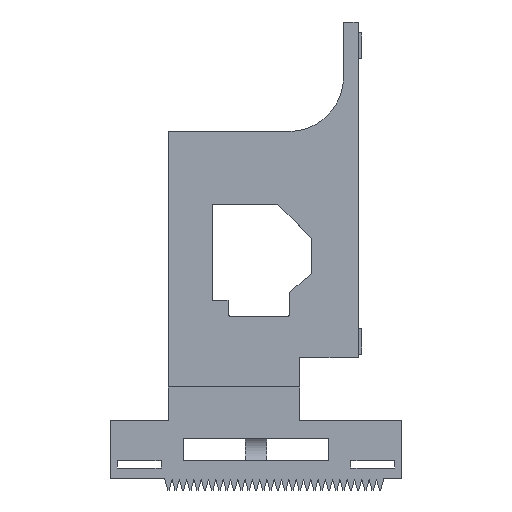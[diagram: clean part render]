
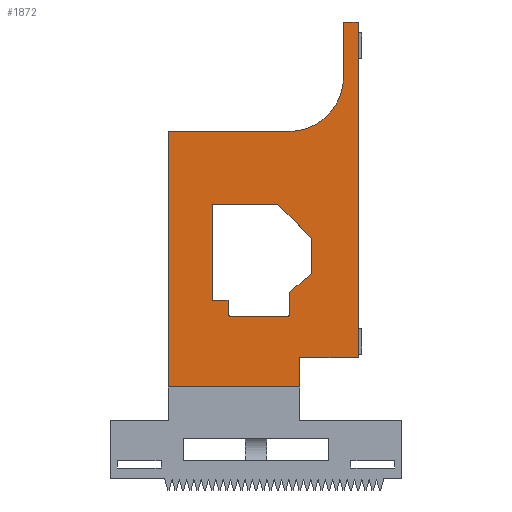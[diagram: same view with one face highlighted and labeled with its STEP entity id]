
A CAD part, top view. The second image highlights one B-rep face of the part: STEP entity #1872.
In plain terms, the highlighted planar face has unit normal (0, 0, 1).
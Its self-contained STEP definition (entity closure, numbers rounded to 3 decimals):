
#916=CARTESIAN_POINT('POINT62',(12.,53.1,1.35));
#917=VERTEX_POINT('VERTEX62',#916);
#924=CARTESIAN_POINT('POINT63',(12.,60.6,1.35));
#925=VERTEX_POINT('VERTEX63',#924);
#926=CARTESIAN_POINT('POS114',(12.,60.6,1.35));
#927=DIRECTION('DIR155',(0.,-1.,0.));
#928=VECTOR('VEC73',#927,1.);
#929=LINE('STRAIGHT73',#926,#928);
#930=EDGE_CURVE('EDGE85',#925,#917,#929,.T.);
#950=CARTESIAN_POINT('POINT64',(14.,60.6,1.35));
#951=VERTEX_POINT('VERTEX64',#950);
#952=CARTESIAN_POINT('POS117',(12.,60.6,1.35));
#953=DIRECTION('DIR159',(1.,0.,0.));
#954=VECTOR('VEC75',#953,1.);
#955=LINE('STRAIGHT75',#952,#954);
#956=EDGE_CURVE('EDGE87',#925,#951,#955,.T.);
#991=CARTESIAN_POINT('POINT67',(4.5,45.6,1.35));
#992=VERTEX_POINT('VERTEX67',#991);
#999=CARTESIAN_POINT('POS123',(4.5,53.1,1.35
   ));
#1000=DIRECTION('DIR167',(0.,0.,-1.));
#1001=DIRECTION('DIR168',(1.,0.,0.));
#1002=AXIS2_PLACEMENT_3D('AXIS45',#999,#1000,#1001);
#1003=CIRCLE('ELLIPSE14',#1002,7.5);
#1004=EDGE_CURVE('EDGE92',#917,#992,#1003,.T.);
#1014=CARTESIAN_POINT('POINT68',(2.98,
   35.6,1.35));
#1015=VERTEX_POINT('VERTEX68',#1014);
#1022=CARTESIAN_POINT('POINT69',(-6.,
   35.6,1.35));
#1023=VERTEX_POINT('VERTEX69',#1022);
#1024=CARTESIAN_POINT('POS126',(2.98,
   35.6,1.35));
#1025=DIRECTION('DIR172',(-1.,0.,0.));
#1026=VECTOR('VEC80',#1025,1.);
#1027=LINE('STRAIGHT80',#1024,#1026);
#1028=EDGE_CURVE('EDGE94',#1015,#1023,#1027,.T.);
#1053=CARTESIAN_POINT('POINT71',(-6.,
   22.5,1.35));
#1054=VERTEX_POINT('VERTEX71',#1053);
#1055=CARTESIAN_POINT('POS130',(-6.,
   35.6,1.35));
#1056=DIRECTION('DIR177',(0.,-1.,0.));
#1057=VECTOR('VEC83',#1056,1.);
#1058=LINE('STRAIGHT83',#1055,#1057);
#1059=EDGE_CURVE('EDGE97',#1023,#1054,#1058,.T.);
#1083=CARTESIAN_POINT('POINT73',(-3.83,22.5,
   1.35));
#1084=VERTEX_POINT('VERTEX73',#1083);
#1100=CARTESIAN_POINT('POS136',(-6.,
   22.5,1.35));
#1101=DIRECTION('DIR184',(1.,0.,0.));
#1102=VECTOR('VEC88',#1101,1.);
#1103=LINE('STRAIGHT88',#1100,#1102);
#1104=EDGE_CURVE('EDGE102',#1054,#1084,#1103,.T.);
#1114=CARTESIAN_POINT('POINT75',(-3.83,20.6,
   1.35));
#1115=VERTEX_POINT('VERTEX75',#1114);
#1131=CARTESIAN_POINT('POS140',(-3.83,22.5,
   1.35));
#1132=DIRECTION('DIR189',(0.,-1.,0.));
#1133=VECTOR('VEC91',#1132,1.);
#1134=LINE('STRAIGHT91',#1131,#1133);
#1135=EDGE_CURVE('EDGE105',#1084,#1115,#1134,.T.);
#1145=CARTESIAN_POINT('POINT77',(-3.53,20.3,
   1.35));
#1146=VERTEX_POINT('VERTEX77',#1145);
#1167=CARTESIAN_POINT('POS143',(-3.53,20.6,
   1.35));
#1168=DIRECTION('DIR193',(0.,0.,1.));
#1169=DIRECTION('DIR194',(-1.,0.,0.));
#1170=AXIS2_PLACEMENT_3D('AXIS51',#1167,#1168,#1169);
#1171=CIRCLE('ELLIPSE15',#1170,0.3);
#1172=EDGE_CURVE('EDGE108',#1115,#1146,#1171,.T.);
#1182=CARTESIAN_POINT('POINT79',(4.31,20.3,
   1.35));
#1183=VERTEX_POINT('VERTEX79',#1182);
#1199=CARTESIAN_POINT('POS147',(-3.53,20.3,
   1.35));
#1200=DIRECTION('DIR199',(1.,0.,0.));
#1201=VECTOR('VEC95',#1200,1.);
#1202=LINE('STRAIGHT95',#1199,#1201);
#1203=EDGE_CURVE('EDGE111',#1146,#1183,#1202,.T.);
#1213=CARTESIAN_POINT('POINT81',(4.61,20.6,
   1.35));
#1214=VERTEX_POINT('VERTEX81',#1213);
#1233=CARTESIAN_POINT('POS150',(4.31,20.6,
   1.35));
#1234=DIRECTION('DIR203',(0.,0.,1.));
#1235=DIRECTION('DIR204',(0.,-1.,0.));
#1236=AXIS2_PLACEMENT_3D('AXIS54',#1233,#1234,#1235);
#1237=CIRCLE('ELLIPSE16',#1236,0.3);
#1238=EDGE_CURVE('EDGE114',#1183,#1214,#1237,.T.);
#1248=CARTESIAN_POINT('POINT82',(4.61,23.6,
   1.35));
#1249=VERTEX_POINT('VERTEX82',#1248);
#1258=CARTESIAN_POINT('POS153',(4.61,20.6,
   1.35));
#1259=DIRECTION('DIR208',(0.,1.,0.));
#1260=VECTOR('VEC98',#1259,1.);
#1261=LINE('STRAIGHT98',#1258,#1260);
#1262=EDGE_CURVE('EDGE116',#1214,#1249,#1261,.T.);
#1272=CARTESIAN_POINT('POINT83',(7.61,26.117,
   1.35));
#1273=VERTEX_POINT('VERTEX83',#1272);
#1282=CARTESIAN_POINT('POS156',(4.61,23.6,
   1.35));
#1283=DIRECTION('DIR212',(0.766,0.643,
   0.));
#1284=VECTOR('VEC100',#1283,1.);
#1285=LINE('STRAIGHT100',#1282,#1284);
#1286=EDGE_CURVE('EDGE118',#1249,#1273,#1285,.T.);
#1296=CARTESIAN_POINT('POINT84',(7.61,30.97,
   1.35));
#1297=VERTEX_POINT('VERTEX84',#1296);
#1306=CARTESIAN_POINT('POS159',(7.61,26.117,
   1.35));
#1307=DIRECTION('DIR216',(0.,1.,0.));
#1308=VECTOR('VEC102',#1307,1.);
#1309=LINE('STRAIGHT102',#1306,#1308);
#1310=EDGE_CURVE('EDGE120',#1273,#1297,#1309,.T.);
#1321=CARTESIAN_POINT('POS161',(7.61,30.97,
   1.35));
#1322=DIRECTION('DIR219',(-0.707,0.707,
   0.));
#1323=VECTOR('VEC103',#1322,1.);
#1324=LINE('STRAIGHT103',#1321,#1323);
#1325=EDGE_CURVE('EDGE121',#1297,#1015,#1324,.T.);
#1392=CARTESIAN_POINT('POINT88',(14.,14.6,1.35));
#1393=VERTEX_POINT('VERTEX88',#1392);
#1394=CARTESIAN_POINT('POS170',(14.,60.6,1.35));
#1395=DIRECTION('DIR231',(0.,-1.,0.));
#1396=VECTOR('VEC109',#1395,1.);
#1397=LINE('STRAIGHT109',#1394,#1396);
#1398=EDGE_CURVE('EDGE127',#951,#1393,#1397,.T.);
#1696=CARTESIAN_POINT('POINT102',(-12.,45.6,1.35));
#1697=VERTEX_POINT('VERTEX102',#1696);
#1698=CARTESIAN_POINT('POS203',(-12.,45.6,1.35));
#1699=DIRECTION('DIR276',(1.,0.,0.));
#1700=VECTOR('VEC130',#1699,1.);
#1701=LINE('STRAIGHT130',#1698,#1700);
#1702=EDGE_CURVE('EDGE152',#1697,#992,#1701,.T.);
#1786=CARTESIAN_POINT('POINT107',(-12.,10.6,1.35));
#1787=VERTEX_POINT('VERTEX107',#1786);
#1788=CARTESIAN_POINT('POINT108',(6.,10.6,1.35));
#1789=VERTEX_POINT('VERTEX108',#1788);
#1790=CARTESIAN_POINT('POS214',(-12.,10.6,1.35));
#1791=DIRECTION('DIR294',(1.,0.,0.));
#1792=VECTOR('VEC134',#1791,1.);
#1793=LINE('STRAIGHT134',#1790,#1792);
#1794=EDGE_CURVE('EDGE160',#1787,#1789,#1793,.T.);
#1826=ORIENTED_EDGE('COEDGE289',*,*,#1325,.F.);
#1827=ORIENTED_EDGE('COEDGE290',*,*,#1310,.F.);
#1828=ORIENTED_EDGE('COEDGE291',*,*,#1286,.F.);
#1829=ORIENTED_EDGE('COEDGE292',*,*,#1262,.F.);
#1830=ORIENTED_EDGE('COEDGE293',*,*,#1238,.F.);
#1831=ORIENTED_EDGE('COEDGE294',*,*,#1203,.F.);
#1832=ORIENTED_EDGE('COEDGE295',*,*,#1172,.F.);
#1833=ORIENTED_EDGE('COEDGE296',*,*,#1135,.F.);
#1834=ORIENTED_EDGE('COEDGE297',*,*,#1104,.F.);
#1835=ORIENTED_EDGE('COEDGE298',*,*,#1059,.F.);
#1836=ORIENTED_EDGE('COEDGE299',*,*,#1028,.F.);
#1837=EDGE_LOOP('NONE',(#1826,#1827,#1828,#1829,#1830,#1831,#1832,#1833,
   #1834,#1835,#1836));
#1838=FACE_BOUND('LOOP1',#1837,.T.);
#1839=ORIENTED_EDGE('COEDGE300',*,*,#1004,.T.);
#1840=ORIENTED_EDGE('COEDGE301',*,*,#1702,.F.);
#1841=CARTESIAN_POINT('POS219',(-12.,45.6,1.35));
#1842=DIRECTION('DIR300',(0.,-1.,0.));
#1843=VECTOR('VEC138',#1842,1.);
#1844=LINE('STRAIGHT138',#1841,#1843);
#1845=EDGE_CURVE('EDGE164',#1697,#1787,#1844,.T.);
#1846=ORIENTED_EDGE('COEDGE302',*,*,#1845,.T.);
#1847=ORIENTED_EDGE('COEDGE303',*,*,#1794,.T.);
#1848=CARTESIAN_POINT('POINT111',(6.,14.6,1.35));
#1849=VERTEX_POINT('VERTEX111',#1848);
#1850=CARTESIAN_POINT('POS220',(6.,10.6,1.35));
#1851=DIRECTION('DIR301',(0.,1.,0.));
#1852=VECTOR('VEC139',#1851,1.);
#1853=LINE('STRAIGHT139',#1850,#1852);
#1854=EDGE_CURVE('EDGE165',#1789,#1849,#1853,.T.);
#1855=ORIENTED_EDGE('COEDGE304',*,*,#1854,.T.);
#1856=CARTESIAN_POINT('POS221',(14.,14.6,1.35));
#1857=DIRECTION('DIR302',(-1.,0.,0.));
#1858=VECTOR('VEC140',#1857,1.);
#1859=LINE('STRAIGHT140',#1856,#1858);
#1860=EDGE_CURVE('EDGE166',#1393,#1849,#1859,.T.);
#1861=ORIENTED_EDGE('COEDGE305',*,*,#1860,.F.);
#1862=ORIENTED_EDGE('COEDGE306',*,*,#1398,.F.);
#1863=ORIENTED_EDGE('COEDGE307',*,*,#956,.F.);
#1864=ORIENTED_EDGE('COEDGE308',*,*,#930,.T.);
#1865=EDGE_LOOP('NONE',(#1839,#1840,#1846,#1847,#1855,#1861,#1862,#1863,
   #1864));
#1866=FACE_BOUND('LOOP1',#1865,.T.);
#1867=CARTESIAN_POINT('POS222',(-12.,60.6,1.35));
#1868=DIRECTION('DIR303',(0.,0.,1.));
#1869=DIRECTION('DIR304',(1.,0.,0.));
#1870=AXIS2_PLACEMENT_3D('AXIS82',#1867,#1868,#1869);
#1871=PLANE('PLANE45',#1870);
#1872=ADVANCED_FACE('FACE58',(#1838,#1866),#1871,.T.);
